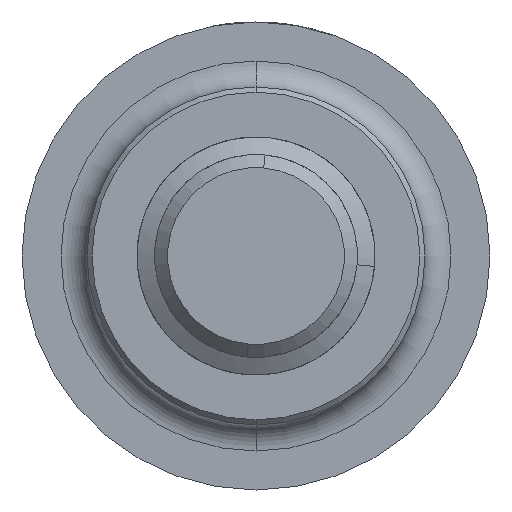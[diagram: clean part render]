
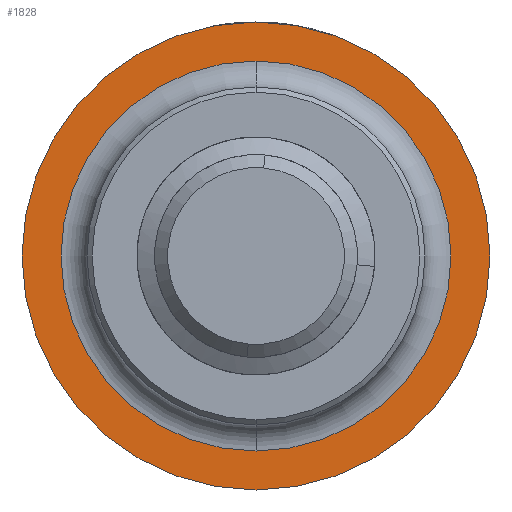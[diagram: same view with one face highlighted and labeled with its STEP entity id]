
A CAD part, front view. The second image highlights one B-rep face of the part: STEP entity #1828.
In plain terms, the highlighted planar face has unit normal (0, -1, 0).
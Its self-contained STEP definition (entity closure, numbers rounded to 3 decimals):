
#244 = DIRECTION ( 'NONE',  ( 0., 0., -1. ) ) ;
#312 = ORIENTED_EDGE ( 'NONE', *, *, #1885, .F. ) ;
#371 = EDGE_CURVE ( 'NONE', #2698, #2029, #5150, .T. ) ;
#466 = PLANE ( 'NONE',  #5256 ) ;
#984 = DIRECTION ( 'NONE',  ( 0., -1., 0. ) ) ;
#997 = EDGE_CURVE ( 'NONE', #1260, #4864, #6156, .T. ) ;
#1089 = FACE_BOUND ( 'NONE', #4089, .T. ) ;
#1260 = VERTEX_POINT ( 'NONE', #1288 ) ;
#1288 = CARTESIAN_POINT ( 'NONE',  ( 0., 12.42, 7.5 ) ) ;
#1306 = DIRECTION ( 'NONE',  ( 0., -1., 0. ) ) ;
#1390 = CARTESIAN_POINT ( 'NONE',  ( 0., 12.42, -7.5 ) ) ;
#1391 = CIRCLE ( 'NONE', #1640, 9. ) ;
#1591 = CIRCLE ( 'NONE', #5631, 7.5 ) ;
#1640 = AXIS2_PLACEMENT_3D ( 'NONE', #6764, #1306, #244 ) ;
#1826 = AXIS2_PLACEMENT_3D ( 'NONE', #4870, #2697, #2675 ) ;
#1828 = ADVANCED_FACE ( 'NONE', ( #5983, #1089 ), #466, .T. ) ;
#1885 = EDGE_CURVE ( 'NONE', #4864, #1260, #1591, .T. ) ;
#2029 = VERTEX_POINT ( 'NONE', #4919 ) ;
#2212 = EDGE_LOOP ( 'NONE', ( #6388, #5478 ) ) ;
#2252 = CARTESIAN_POINT ( 'NONE',  ( 0., 12.42, 0. ) ) ;
#2675 = DIRECTION ( 'NONE',  ( 0., 0., -1. ) ) ;
#2697 = DIRECTION ( 'NONE',  ( 0., -1., 0. ) ) ;
#2698 = VERTEX_POINT ( 'NONE', #4114 ) ;
#3166 = DIRECTION ( 'NONE',  ( 0., 0., -1. ) ) ;
#3333 = ORIENTED_EDGE ( 'NONE', *, *, #997, .F. ) ;
#4089 = EDGE_LOOP ( 'NONE', ( #312, #3333 ) ) ;
#4114 = CARTESIAN_POINT ( 'NONE',  ( 0., 12.42, -9. ) ) ;
#4266 = CARTESIAN_POINT ( 'NONE',  ( 0., 12.42, 0. ) ) ;
#4758 = DIRECTION ( 'NONE',  ( 0., 0., -1. ) ) ;
#4802 = CARTESIAN_POINT ( 'NONE',  ( 7.5, 12.42, 0. ) ) ;
#4864 = VERTEX_POINT ( 'NONE', #1390 ) ;
#4870 = CARTESIAN_POINT ( 'NONE',  ( 0., 12.42, 0. ) ) ;
#4919 = CARTESIAN_POINT ( 'NONE',  ( 0., 12.42, 9. ) ) ;
#5131 = AXIS2_PLACEMENT_3D ( 'NONE', #2252, #6579, #5655 ) ;
#5150 = CIRCLE ( 'NONE', #5131, 9. ) ;
#5256 = AXIS2_PLACEMENT_3D ( 'NONE', #4802, #5355, #3166 ) ;
#5355 = DIRECTION ( 'NONE',  ( 0., -1., 0. ) ) ;
#5478 = ORIENTED_EDGE ( 'NONE', *, *, #6143, .T. ) ;
#5631 = AXIS2_PLACEMENT_3D ( 'NONE', #4266, #984, #4758 ) ;
#5655 = DIRECTION ( 'NONE',  ( 0., 0., -1. ) ) ;
#5983 = FACE_OUTER_BOUND ( 'NONE', #2212, .T. ) ;
#6143 = EDGE_CURVE ( 'NONE', #2029, #2698, #1391, .T. ) ;
#6156 = CIRCLE ( 'NONE', #1826, 7.5 ) ;
#6388 = ORIENTED_EDGE ( 'NONE', *, *, #371, .T. ) ;
#6579 = DIRECTION ( 'NONE',  ( 0., -1., 0. ) ) ;
#6764 = CARTESIAN_POINT ( 'NONE',  ( 0., 12.42, 0. ) ) ;
